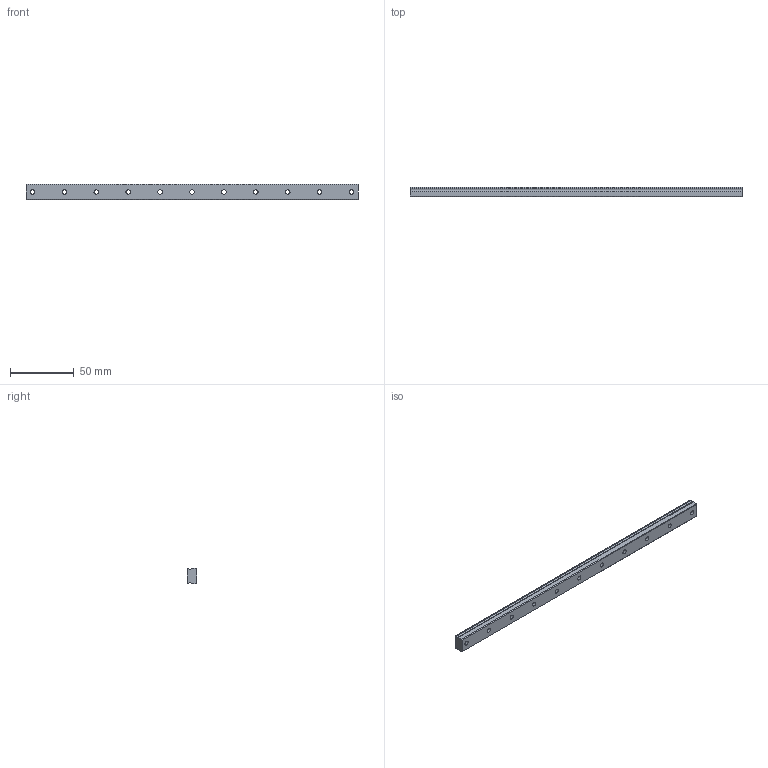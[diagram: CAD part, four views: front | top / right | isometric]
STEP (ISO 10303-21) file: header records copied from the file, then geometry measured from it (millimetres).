
FILE_DESCRIPTION (( 'STEP AP214' ), '1' );
FILE_NAME ('SRS12MSS-260LM_G5_0_0_0_0_0_1.STEP', '2021-08-10T11:25:44', ( '' ), ( '' ), 'SwSTEP 2.0', 'SolidWorks 2021', '' );
FILE_SCHEMA (( 'AUTOMOTIVE_DESIGN' ));
Length unit declared in the file: millimetre
Products named in the file (2): SRS12MSS-260LM_G5_0_0_0_0_0_1; _SRS12M2605 Track
Assembly tree (1 placements, depth 2):
  SRS12MSS-260LM_G5_0_0_0_0_0_1
    _SRS12M2605 Track
Bounding box: 260 x 7.5 x 12 mm (x, y, z)
Volume: 21008.1 mm3; surface area: 11419.2 mm2
Topology: 1 solids, 1 shells, 74 faces, 183 edges, 122 vertices
Faces by surface type: cylinder 51, plane 23
Entity records: 2359 total; most frequent: DIRECTION 441, CARTESIAN_POINT 383, ORIENTED_EDGE 366, EDGE_CURVE 183, AXIS2_PLACEMENT_3D 180, VERTEX_POINT 122, EDGE_LOOP 107, CIRCLE 102
